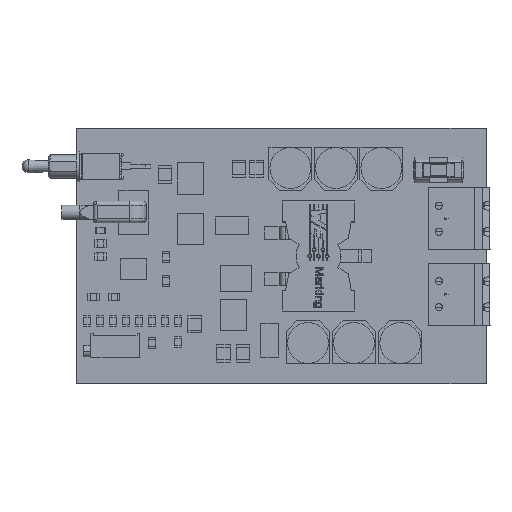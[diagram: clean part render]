
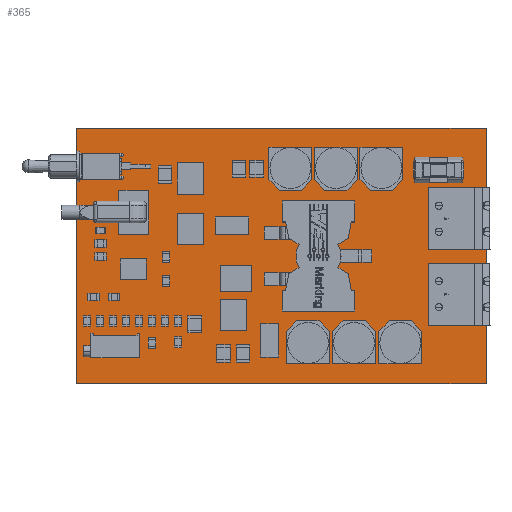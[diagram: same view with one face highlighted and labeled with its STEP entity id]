
A CAD part, top view. The second image highlights one B-rep face of the part: STEP entity #365.
In plain terms, the highlighted planar face has unit normal (0, 0, 1).
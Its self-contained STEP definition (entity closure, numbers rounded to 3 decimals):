
#236 = VERTEX_POINT('',#237);
#237 = CARTESIAN_POINT('',(0.,0.,1.692));
#243 = EDGE_CURVE('',#236,#244,#246,.T.);
#244 = VERTEX_POINT('',#245);
#245 = CARTESIAN_POINT('',(0.,50.,1.692));
#246 = LINE('',#247,#248);
#247 = CARTESIAN_POINT('',(0.,0.,1.692));
#248 = VECTOR('',#249,1.);
#249 = DIRECTION('',(0.,1.,0.));
#274 = EDGE_CURVE('',#244,#275,#277,.T.);
#275 = VERTEX_POINT('',#276);
#276 = CARTESIAN_POINT('',(80.,50.,1.692));
#277 = LINE('',#278,#279);
#278 = CARTESIAN_POINT('',(0.,50.,1.692));
#279 = VECTOR('',#280,1.);
#280 = DIRECTION('',(1.,0.,0.));
#305 = EDGE_CURVE('',#275,#306,#308,.T.);
#306 = VERTEX_POINT('',#307);
#307 = CARTESIAN_POINT('',(80.,0.,1.692));
#308 = LINE('',#309,#310);
#309 = CARTESIAN_POINT('',(80.,50.,1.692));
#310 = VECTOR('',#311,1.);
#311 = DIRECTION('',(0.,-1.,0.));
#336 = EDGE_CURVE('',#306,#236,#337,.T.);
#337 = LINE('',#338,#339);
#338 = CARTESIAN_POINT('',(80.,0.,1.692));
#339 = VECTOR('',#340,1.);
#340 = DIRECTION('',(-1.,0.,0.));
#365 = ADVANCED_FACE('',(#366),#372,.T.);
#366 = FACE_BOUND('',#367,.F.);
#367 = EDGE_LOOP('',(#368,#369,#370,#371));
#368 = ORIENTED_EDGE('',*,*,#243,.T.);
#369 = ORIENTED_EDGE('',*,*,#274,.T.);
#370 = ORIENTED_EDGE('',*,*,#305,.T.);
#371 = ORIENTED_EDGE('',*,*,#336,.T.);
#372 = PLANE('',#373);
#373 = AXIS2_PLACEMENT_3D('',#374,#375,#376);
#374 = CARTESIAN_POINT('',(0.,0.,1.692));
#375 = DIRECTION('',(0.,0.,1.));
#376 = DIRECTION('',(1.,0.,0.));
